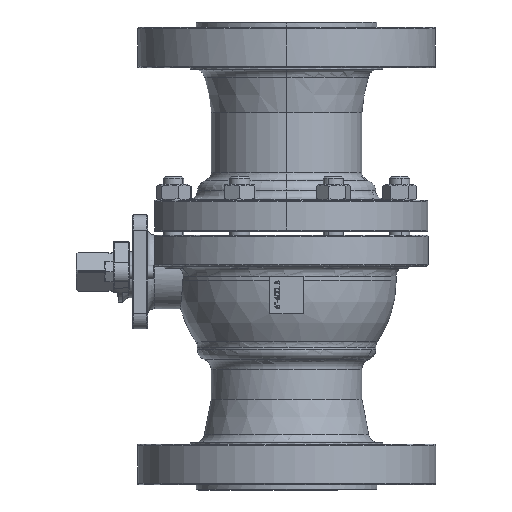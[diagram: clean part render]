
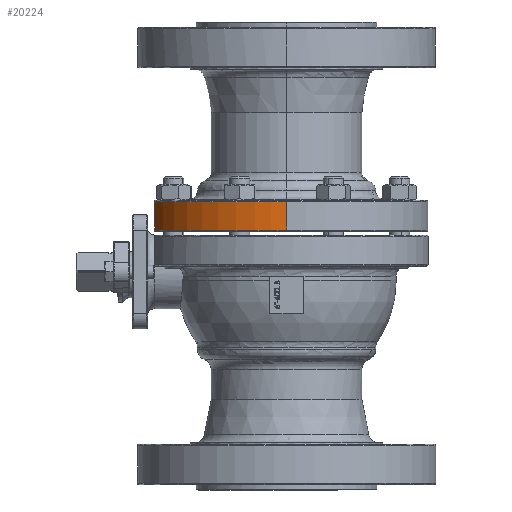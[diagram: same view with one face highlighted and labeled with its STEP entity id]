
A CAD part, left-side view. The second image highlights one B-rep face of the part: STEP entity #20224.
In plain terms, the highlighted cylindrical face has radius 169 mm (diameter 338 mm), a partial arc.
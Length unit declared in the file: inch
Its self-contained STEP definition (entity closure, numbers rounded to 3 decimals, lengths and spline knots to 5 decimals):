
#645 = CARTESIAN_POINT ( 'NONE',  ( -2.72242, 6.08019, 1.9685 ) ) ;
#1151 = CARTESIAN_POINT ( 'NONE',  ( -5.84677, 3.19304, 1.9685 ) ) ;
#1394 = VERTEX_POINT ( 'NONE', #48506 ) ;
#1832 = CARTESIAN_POINT ( 'NONE',  ( -2.41244, 6.20079, 2.4147 ) ) ;
#2304 = FACE_OUTER_BOUND ( 'NONE', #18935, .T. ) ;
#2824 = CARTESIAN_POINT ( 'NONE',  ( -6.65354, 0., 1.9685 ) ) ;
#3087 = CARTESIAN_POINT ( 'NONE',  ( -6.65354, 0., 2.86089 ) ) ;
#5365 = VERTEX_POINT ( 'NONE', #21072 ) ;
#5815 = CARTESIAN_POINT ( 'NONE',  ( -3.87633, 5.41796, 3.30709 ) ) ;
#5941 = VERTEX_POINT ( 'NONE', #31335 ) ;
#6164 = ORIENTED_EDGE ( 'NONE', *, *, #11960, .F. ) ;
#6374 = DIRECTION ( 'NONE',  ( -1., 0., 0. ) ) ;
#6761 = EDGE_CURVE ( 'NONE', #5365, #9986, #36741, .T. ) ;
#8495 = CARTESIAN_POINT ( 'NONE',  ( -2.41244, 6.20079, 1.9685 ) ) ;
#9742 = ORIENTED_EDGE ( 'NONE', *, *, #35910, .F. ) ;
#9921 = CARTESIAN_POINT ( 'NONE',  ( -3.60029, 5.60519, 3.30709 ) ) ;
#9986 = VERTEX_POINT ( 'NONE', #49281 ) ;
#10189 = CARTESIAN_POINT ( 'NONE',  ( -6.62856, 0.66522, 3.30709 ) ) ;
#10461 = CARTESIAN_POINT ( 'NONE',  ( -6.45476, 1.64812, 3.30709 ) ) ;
#10464 = DIRECTION ( 'NONE',  ( 0., 0., -1. ) ) ;
#11762 = CARTESIAN_POINT ( 'NONE',  ( -6.65354, 0., 2.4147 ) ) ;
#11960 = EDGE_CURVE ( 'NONE', #5365, #1394, #20388, .T. ) ;
#12516 = CARTESIAN_POINT ( 'NONE',  ( -3.87633, 5.41796, 1.9685 ) ) ;
#12946 = CARTESIAN_POINT ( 'NONE',  ( -5.67963, 3.48168, 3.30709 ) ) ;
#13290 = ORIENTED_EDGE ( 'NONE', *, *, #6761, .T. ) ;
#17077 = CARTESIAN_POINT ( 'NONE',  ( -6.65354, 0.33261, 1.9685 ) ) ;
#17346 = CARTESIAN_POINT ( 'NONE',  ( -6.13607, 2.59401, 1.9685 ) ) ;
#18042 = CARTESIAN_POINT ( 'NONE',  ( -2.41244, 6.20079, 3.30709 ) ) ;
#18935 = EDGE_LOOP ( 'NONE', ( #6164, #13290, #9742, #42455 ) ) ;
#20224 = ADVANCED_FACE ( 'NONE', ( #2304 ), #23043, .T. ) ;
#20388 = B_SPLINE_CURVE_WITH_KNOTS ( 'NONE', 3,
 ( #21498, #1832, #42378, #18042 ),
 .UNSPECIFIED., .F., .F.,
 ( 4, 4 ),
 ( 0., 1. ),
 .UNSPECIFIED. ) ;
#20540 = CARTESIAN_POINT ( 'NONE',  ( -4.64232, 4.77799, 1.9685 ) ) ;
#21071 = CARTESIAN_POINT ( 'NONE',  ( -5.09568, 4.29119, 1.9685 ) ) ;
#21072 = CARTESIAN_POINT ( 'NONE',  ( -2.41244, 6.20079, 1.9685 ) ) ;
#21498 = CARTESIAN_POINT ( 'NONE',  ( -2.41244, 6.20079, 1.9685 ) ) ;
#21597 = CARTESIAN_POINT ( 'NONE',  ( -3.60029, 5.60519, 1.9685 ) ) ;
#22512 = CARTESIAN_POINT ( 'NONE',  ( -6.52917, 1.32297, 3.30709 ) ) ;
#22782 = CARTESIAN_POINT ( 'NONE',  ( -4.64232, 4.77799, 3.30709 ) ) ;
#23039 = CARTESIAN_POINT ( 'NONE',  ( -5.30408, 4.03076, 3.30709 ) ) ;
#23043 = CYLINDRICAL_SURFACE ( 'NONE', #31731, 6.65354 ) ;
#26259 = CARTESIAN_POINT ( 'NONE',  ( -6.25822, 2.28364, 3.30709 ) ) ;
#27053 = CARTESIAN_POINT ( 'NONE',  ( -5.84677, 3.19304, 3.30709 ) ) ;
#27549 = CARTESIAN_POINT ( 'NONE',  ( -6.65354, 0., 3.30709 ) ) ;
#28848 = CARTESIAN_POINT ( 'NONE',  ( -6.45476, 1.64812, 1.9685 ) ) ;
#29646 = CARTESIAN_POINT ( 'NONE',  ( -3.02333, 5.93631, 1.9685 ) ) ;
#30007 = CARTESIAN_POINT ( 'NONE',  ( -6.13607, 2.59401, 3.30709 ) ) ;
#30267 = CARTESIAN_POINT ( 'NONE',  ( -4.39735, 5.00436, 3.30709 ) ) ;
#31335 = CARTESIAN_POINT ( 'NONE',  ( -6.65354, 0., 3.30709 ) ) ;
#31731 = AXIS2_PLACEMENT_3D ( 'NONE', #47171, #10464, #6374 ) ;
#33102 = CARTESIAN_POINT ( 'NONE',  ( -5.67963, 3.48168, 1.9685 ) ) ;
#35055 = CARTESIAN_POINT ( 'NONE',  ( -6.65354, 0., 3.30709 ) ) ;
#35910 = EDGE_CURVE ( 'NONE', #5941, #9986, #45920, .T. ) ;
#36741 = B_SPLINE_CURVE_WITH_KNOTS ( 'NONE', 3,
 ( #8495, #645, #29646, #21597, #12516, #40883, #20540, #21071, #37375, #33102, #1151, #17346, #36863, #28848, #45171, #49472, #17077, #49760 ),
 .UNSPECIFIED., .F., .F.,
 ( 4, 2, 2, 2, 2, 2, 2, 2, 4 ),
 ( 0., 0.125, 0.25, 0.375, 0.5, 0.625, 0.75, 0.875, 1. ),
 .UNSPECIFIED. ) ;
#36863 = CARTESIAN_POINT ( 'NONE',  ( -6.25822, 2.28364, 1.9685 ) ) ;
#37375 = CARTESIAN_POINT ( 'NONE',  ( -5.30408, 4.03076, 1.9685 ) ) ;
#38817 = CARTESIAN_POINT ( 'NONE',  ( -6.65354, 0.33261, 3.30709 ) ) ;
#39341 = CARTESIAN_POINT ( 'NONE',  ( -3.02333, 5.93631, 3.30709 ) ) ;
#40883 = CARTESIAN_POINT ( 'NONE',  ( -4.39735, 5.00436, 1.9685 ) ) ;
#42378 = CARTESIAN_POINT ( 'NONE',  ( -2.41244, 6.20079, 2.86089 ) ) ;
#42455 = ORIENTED_EDGE ( 'NONE', *, *, #45989, .F. ) ;
#43535 = B_SPLINE_CURVE_WITH_KNOTS ( 'NONE', 3,
 ( #49662, #50898, #39341, #9921, #5815, #30267, #22782, #46633, #23039, #12946, #27053, #30007, #26259, #10461, #22512, #10189, #38817, #35055 ),
 .UNSPECIFIED., .F., .F.,
 ( 4, 2, 2, 2, 2, 2, 2, 2, 4 ),
 ( 0., 0.125, 0.25, 0.375, 0.5, 0.625, 0.75, 0.875, 1. ),
 .UNSPECIFIED. ) ;
#45171 = CARTESIAN_POINT ( 'NONE',  ( -6.52917, 1.32297, 1.9685 ) ) ;
#45920 = B_SPLINE_CURVE_WITH_KNOTS ( 'NONE', 3,
 ( #27549, #3087, #11762, #2824 ),
 .UNSPECIFIED., .F., .F.,
 ( 4, 4 ),
 ( 0., 1. ),
 .UNSPECIFIED. ) ;
#45989 = EDGE_CURVE ( 'NONE', #1394, #5941, #43535, .T. ) ;
#46633 = CARTESIAN_POINT ( 'NONE',  ( -5.09568, 4.29119, 3.30709 ) ) ;
#47171 = CARTESIAN_POINT ( 'NONE',  ( 0., 0., -1.51575 ) ) ;
#48506 = CARTESIAN_POINT ( 'NONE',  ( -2.41244, 6.20079, 3.30709 ) ) ;
#49281 = CARTESIAN_POINT ( 'NONE',  ( -6.65354, 0., 1.9685 ) ) ;
#49472 = CARTESIAN_POINT ( 'NONE',  ( -6.62856, 0.66522, 1.9685 ) ) ;
#49662 = CARTESIAN_POINT ( 'NONE',  ( -2.41244, 6.20079, 3.30709 ) ) ;
#49760 = CARTESIAN_POINT ( 'NONE',  ( -6.65354, 0., 1.9685 ) ) ;
#50898 = CARTESIAN_POINT ( 'NONE',  ( -2.72242, 6.08019, 3.30709 ) ) ;
